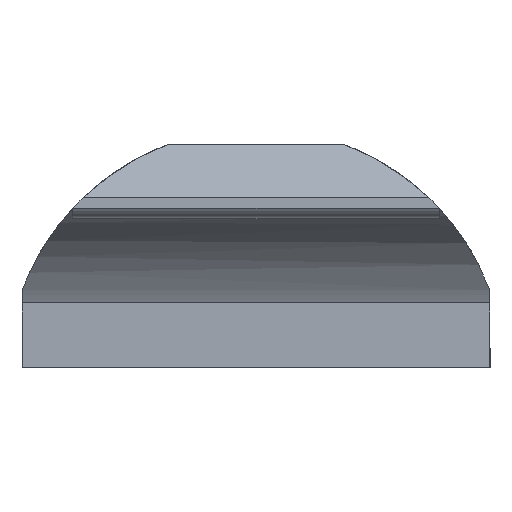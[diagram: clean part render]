
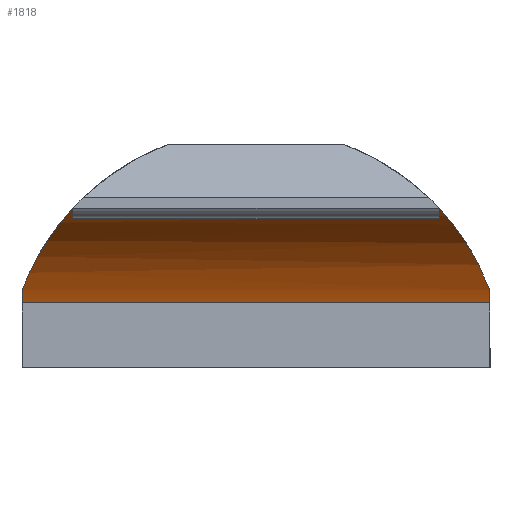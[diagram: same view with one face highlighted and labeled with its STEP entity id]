
A CAD part, left-side view. The second image highlights one B-rep face of the part: STEP entity #1818.
In plain terms, the highlighted cylindrical face has radius 17.5 mm (diameter 35 mm), a partial arc.
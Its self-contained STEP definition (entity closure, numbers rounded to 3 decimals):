
#1275=CARTESIAN_POINT('',(-62.484,-22.,8.261));
#1276=VERTEX_POINT('',#1275);
#1283=CARTESIAN_POINT('',(-61.911,-22.0,7.089));
#1284=VERTEX_POINT('',#1283);
#1285=CARTESIAN_POINT('',(-77.911,-22.0,0.));
#1286=DIRECTION('',(0.0,1.0,0.0));
#1287=DIRECTION('',(0.0,0.0,1.0));
#1288=AXIS2_PLACEMENT_3D('',#1285,#1286,#1287);
#1289=CIRCLE('',#1288,17.5);
#1290=EDGE_CURVE('',#1276,#1284,#1289,.T.);
#1368=CARTESIAN_POINT('',(-62.484,22.0,8.261));
#1369=VERTEX_POINT('',#1368);
#1376=CARTESIAN_POINT('',(-70.823,17.212,16.));
#1377=VERTEX_POINT('',#1376);
#1378=CARTESIAN_POINT('',(-70.823,17.212,16.));
#1379=CARTESIAN_POINT('',(-68.803,18.044,15.105));
#1380=CARTESIAN_POINT('',(-66.995,19.075,13.832));
#1381=CARTESIAN_POINT('',(-64.792,20.439,11.63));
#1382=CARTESIAN_POINT('',(-64.083,20.905,10.784));
#1383=CARTESIAN_POINT('',(-63.104,21.569,9.346));
#1384=CARTESIAN_POINT('',(-62.78,21.792,8.814));
#1385=CARTESIAN_POINT('',(-62.484,22.,8.261));
#1386=B_SPLINE_CURVE_WITH_KNOTS('',3,(#1378,#1379,#1380,#1381,#1382,#1383,#1384,#1385),.UNSPECIFIED.,.F.,.U.,(4,2,2,4),(0.733,1.408,1.753,1.941),.UNSPECIFIED.);
#1387=EDGE_CURVE('',#1377,#1369,#1386,.T.);
#1543=CARTESIAN_POINT('',(-70.823,-17.212,16.));
#1544=VERTEX_POINT('',#1543);
#1551=CARTESIAN_POINT('',(-62.484,-22.,8.261));
#1552=CARTESIAN_POINT('',(-62.78,-21.792,8.814));
#1553=CARTESIAN_POINT('',(-63.104,-21.569,9.346));
#1554=CARTESIAN_POINT('',(-64.083,-20.905,10.784));
#1555=CARTESIAN_POINT('',(-64.792,-20.439,11.63));
#1556=CARTESIAN_POINT('',(-66.995,-19.075,13.832));
#1557=CARTESIAN_POINT('',(-68.803,-18.044,15.105));
#1558=CARTESIAN_POINT('',(-70.823,-17.212,16.));
#1559=B_SPLINE_CURVE_WITH_KNOTS('',3,(#1551,#1552,#1553,#1554,#1555,#1556,#1557,#1558),.UNSPECIFIED.,.F.,.U.,(4,2,2,4),(-1.941,-1.753,-1.408,-0.733),.UNSPECIFIED.);
#1560=EDGE_CURVE('',#1276,#1544,#1559,.T.);
#1671=CARTESIAN_POINT('',(-70.823,-17.212,16.));
#1672=DIRECTION('',(0.0,1.0,0.0));
#1673=VECTOR('',#1672,34.424);
#1674=LINE('',#1671,#1673);
#1675=EDGE_CURVE('',#1544,#1377,#1674,.T.);
#1792=CARTESIAN_POINT('',(-77.911,-23.479,0.));
#1793=DIRECTION('',(0.0,1.0,0.0));
#1794=DIRECTION('',(0.0,0.0,1.0));
#1795=AXIS2_PLACEMENT_3D('',#1792,#1793,#1794);
#1796=CYLINDRICAL_SURFACE('',#1795,17.5);
#1797=CARTESIAN_POINT('',(-61.911,22.0,7.089));
#1798=VERTEX_POINT('',#1797);
#1799=CARTESIAN_POINT('',(-61.911,-22.0,7.089));
#1800=DIRECTION('',(0.0,1.0,0.0));
#1801=VECTOR('',#1800,44.0);
#1802=LINE('',#1799,#1801);
#1803=EDGE_CURVE('',#1284,#1798,#1802,.T.);
#1804=ORIENTED_EDGE('',*,*,#1803,.F.);
#1805=ORIENTED_EDGE('',*,*,#1290,.F.);
#1806=ORIENTED_EDGE('',*,*,#1560,.T.);
#1807=ORIENTED_EDGE('',*,*,#1675,.T.);
#1808=ORIENTED_EDGE('',*,*,#1387,.T.);
#1809=CARTESIAN_POINT('',(-77.911,22.0,0.));
#1810=DIRECTION('',(0.0,-1.0,0.0));
#1811=DIRECTION('',(0.0,0.0,-1.0));
#1812=AXIS2_PLACEMENT_3D('',#1809,#1810,#1811);
#1813=CIRCLE('',#1812,17.5);
#1814=EDGE_CURVE('',#1798,#1369,#1813,.T.);
#1815=ORIENTED_EDGE('',*,*,#1814,.F.);
#1816=EDGE_LOOP('',(#1804,#1805,#1806,#1807,#1808,#1815));
#1817=FACE_OUTER_BOUND('',#1816,.T.);
#1818=ADVANCED_FACE('',(#1817),#1796,.F.);
